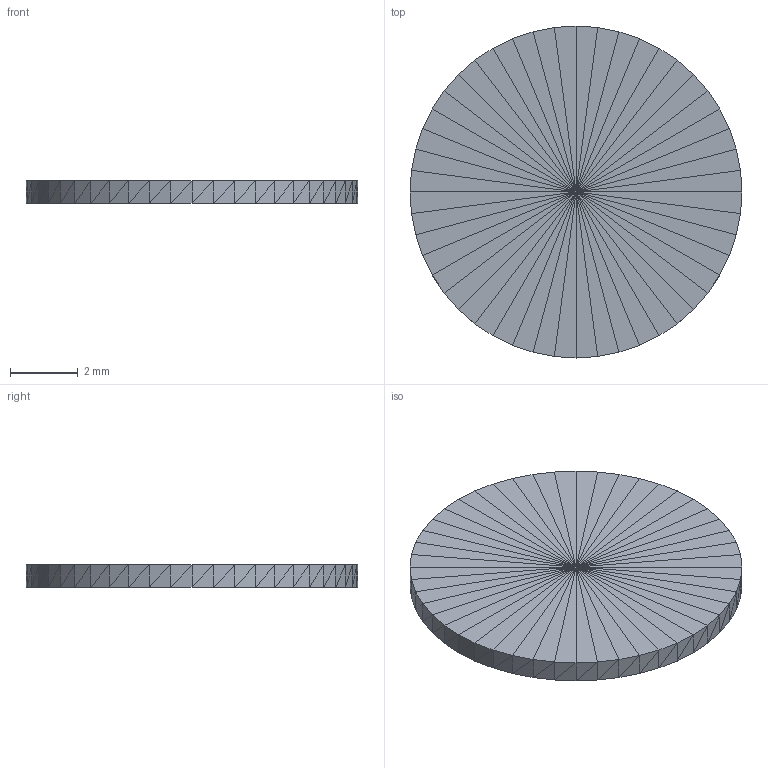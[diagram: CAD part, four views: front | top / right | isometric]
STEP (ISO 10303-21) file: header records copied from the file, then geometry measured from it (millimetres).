
FILE_DESCRIPTION((''),'2;1');
FILE_NAME('tlacitko', '2026-02-02T18:06:21', (''), (''), 'ImageToStl.com STEP Converter','', '');
FILE_SCHEMA(('AUTOMOTIVE_DESIGN_CC2'));
Length unit declared in the file: metre
Products named in the file (1): product0
Bounding box: 9.8 x 9.8 x 0.65 mm (x, y, z)
Surface area: 170.4 mm2 (no closed solid volume)
Topology: 0 solids, 288 shells, 288 faces, 768 edges, 98 vertices
Faces by surface type: plane 288
Entity records: 6560 total; most frequent: DIRECTION 1442, ORIENTED_EDGE 864, EDGE_CURVE 864, LINE 864, VECTOR 864, AXIS2_PLACEMENT_3D 289, FACE_SURFACE 288, PLANE 288
